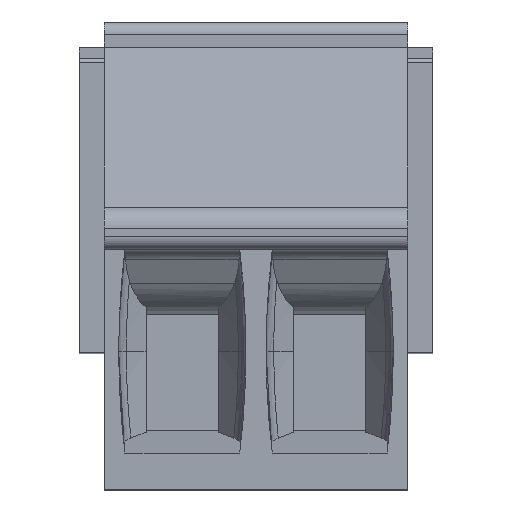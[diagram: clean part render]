
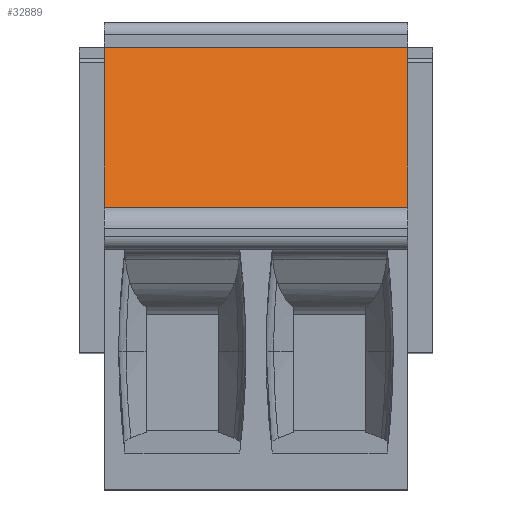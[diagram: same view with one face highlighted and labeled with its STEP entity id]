
A CAD part, top view. The second image highlights one B-rep face of the part: STEP entity #32889.
In plain terms, the highlighted planar face has unit normal (0, 0.259, 0.966).
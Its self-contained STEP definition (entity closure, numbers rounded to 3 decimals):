
#19154 = PLANE('',#19155);
#19155 = AXIS2_PLACEMENT_3D('',#19156,#19157,#19158);
#19156 = CARTESIAN_POINT('',(3.6,-48.611,15.455));
#19157 = DIRECTION('',(-1.,0.,0.));
#19158 = DIRECTION('',(0.,0.,1.));
#19230 = PLANE('',#19231);
#19231 = AXIS2_PLACEMENT_3D('',#19232,#19233,#19234);
#19232 = CARTESIAN_POINT('',(-3.6,-48.611,15.455));
#19233 = DIRECTION('',(-1.,0.,0.));
#19234 = DIRECTION('',(0.,0.,1.));
#26812 = VERTEX_POINT('',#26813);
#26813 = CARTESIAN_POINT('',(3.6,4.25,16.492));
#26827 = PLANE('',#26828);
#26828 = AXIS2_PLACEMENT_3D('',#26829,#26830,#26831);
#26829 = CARTESIAN_POINT('',(-1.75,4.25,16.71));
#26830 = DIRECTION('',(0.,-1.,0.));
#26831 = DIRECTION('',(0.,0.,-1.));
#26839 = EDGE_CURVE('',#26812,#26840,#26842,.T.);
#26840 = VERTEX_POINT('',#26841);
#26841 = CARTESIAN_POINT('',(3.6,0.45,17.51));
#26842 = SURFACE_CURVE('',#26843,(#26847,#26854),.PCURVE_S1.);
#26843 = LINE('',#26844,#26845);
#26844 = CARTESIAN_POINT('',(3.6,-48.611,30.656));
#26845 = VECTOR('',#26846,1.);
#26846 = DIRECTION('',(0.,-0.966,0.259
    ));
#26847 = PCURVE('',#19154,#26848);
#26848 = DEFINITIONAL_REPRESENTATION('',(#26849),#26853);
#26849 = LINE('',#26850,#26851);
#26850 = CARTESIAN_POINT('',(15.201,0.));
#26851 = VECTOR('',#26852,1.);
#26852 = DIRECTION('',(0.259,-0.966));
#26853 = ( GEOMETRIC_REPRESENTATION_CONTEXT(2) 
PARAMETRIC_REPRESENTATION_CONTEXT() REPRESENTATION_CONTEXT('2D SPACE',''
  ) );
#26854 = PCURVE('',#26855,#26860);
#26855 = PLANE('',#26856);
#26856 = AXIS2_PLACEMENT_3D('',#26857,#26858,#26859);
#26857 = CARTESIAN_POINT('',(-1.75,0.45,17.51));
#26858 = DIRECTION('',(0.,0.259,
    0.966));
#26859 = DIRECTION('',(0.,-0.966,0.259
    ));
#26860 = DEFINITIONAL_REPRESENTATION('',(#26861),#26865);
#26861 = LINE('',#26862,#26863);
#26862 = CARTESIAN_POINT('',(50.792,5.35));
#26863 = VECTOR('',#26864,1.);
#26864 = DIRECTION('',(1.,0.));
#26865 = ( GEOMETRIC_REPRESENTATION_CONTEXT(2) 
PARAMETRIC_REPRESENTATION_CONTEXT() REPRESENTATION_CONTEXT('2D SPACE',''
  ) );
#26883 = PLANE('',#26884);
#26884 = AXIS2_PLACEMENT_3D('',#26885,#26886,#26887);
#26885 = CARTESIAN_POINT('',(-1.75,0.45,18.21));
#26886 = DIRECTION('',(0.,1.,0.));
#26887 = DIRECTION('',(0.,0.,1.));
#27448 = VERTEX_POINT('',#27449);
#27449 = CARTESIAN_POINT('',(-3.6,0.45,17.51));
#27470 = EDGE_CURVE('',#27471,#27448,#27473,.T.);
#27471 = VERTEX_POINT('',#27472);
#27472 = CARTESIAN_POINT('',(-3.6,4.25,16.492));
#27473 = SURFACE_CURVE('',#27474,(#27478,#27485),.PCURVE_S1.);
#27474 = LINE('',#27475,#27476);
#27475 = CARTESIAN_POINT('',(-3.6,-48.611,30.656));
#27476 = VECTOR('',#27477,1.);
#27477 = DIRECTION('',(0.,-0.966,0.259
    ));
#27478 = PCURVE('',#19230,#27479);
#27479 = DEFINITIONAL_REPRESENTATION('',(#27480),#27484);
#27480 = LINE('',#27481,#27482);
#27481 = CARTESIAN_POINT('',(15.201,0.));
#27482 = VECTOR('',#27483,1.);
#27483 = DIRECTION('',(0.259,-0.966));
#27484 = ( GEOMETRIC_REPRESENTATION_CONTEXT(2) 
PARAMETRIC_REPRESENTATION_CONTEXT() REPRESENTATION_CONTEXT('2D SPACE',''
  ) );
#27485 = PCURVE('',#26855,#27486);
#27486 = DEFINITIONAL_REPRESENTATION('',(#27487),#27491);
#27487 = LINE('',#27488,#27489);
#27488 = CARTESIAN_POINT('',(50.792,-1.85));
#27489 = VECTOR('',#27490,1.);
#27490 = DIRECTION('',(1.,0.));
#27491 = ( GEOMETRIC_REPRESENTATION_CONTEXT(2) 
PARAMETRIC_REPRESENTATION_CONTEXT() REPRESENTATION_CONTEXT('2D SPACE',''
  ) );
#32866 = EDGE_CURVE('',#26812,#27471,#32867,.T.);
#32867 = SURFACE_CURVE('',#32868,(#32872,#32879),.PCURVE_S1.);
#32868 = LINE('',#32869,#32870);
#32869 = CARTESIAN_POINT('',(-1.75,4.25,16.492));
#32870 = VECTOR('',#32871,1.);
#32871 = DIRECTION('',(-1.,0.,0.));
#32872 = PCURVE('',#26827,#32873);
#32873 = DEFINITIONAL_REPRESENTATION('',(#32874),#32878);
#32874 = LINE('',#32875,#32876);
#32875 = CARTESIAN_POINT('',(0.218,0.));
#32876 = VECTOR('',#32877,1.);
#32877 = DIRECTION('',(0.,-1.));
#32878 = ( GEOMETRIC_REPRESENTATION_CONTEXT(2) 
PARAMETRIC_REPRESENTATION_CONTEXT() REPRESENTATION_CONTEXT('2D SPACE',''
  ) );
#32879 = PCURVE('',#26855,#32880);
#32880 = DEFINITIONAL_REPRESENTATION('',(#32881),#32885);
#32881 = LINE('',#32882,#32883);
#32882 = CARTESIAN_POINT('',(-3.934,0.));
#32883 = VECTOR('',#32884,1.);
#32884 = DIRECTION('',(0.,-1.));
#32885 = ( GEOMETRIC_REPRESENTATION_CONTEXT(2) 
PARAMETRIC_REPRESENTATION_CONTEXT() REPRESENTATION_CONTEXT('2D SPACE',''
  ) );
#32889 = ADVANCED_FACE('',(#32890),#26855,.T.);
#32890 = FACE_BOUND('',#32891,.T.);
#32891 = EDGE_LOOP('',(#32892,#32893,#32894,#32915));
#32892 = ORIENTED_EDGE('',*,*,#32866,.T.);
#32893 = ORIENTED_EDGE('',*,*,#27470,.T.);
#32894 = ORIENTED_EDGE('',*,*,#32895,.T.);
#32895 = EDGE_CURVE('',#27448,#26840,#32896,.T.);
#32896 = SURFACE_CURVE('',#32897,(#32901,#32908),.PCURVE_S1.);
#32897 = LINE('',#32898,#32899);
#32898 = CARTESIAN_POINT('',(-1.75,0.45,17.51));
#32899 = VECTOR('',#32900,1.);
#32900 = DIRECTION('',(1.,0.,0.));
#32901 = PCURVE('',#26855,#32902);
#32902 = DEFINITIONAL_REPRESENTATION('',(#32903),#32907);
#32903 = LINE('',#32904,#32905);
#32904 = CARTESIAN_POINT('',(0.,0.));
#32905 = VECTOR('',#32906,1.);
#32906 = DIRECTION('',(0.,1.));
#32907 = ( GEOMETRIC_REPRESENTATION_CONTEXT(2) 
PARAMETRIC_REPRESENTATION_CONTEXT() REPRESENTATION_CONTEXT('2D SPACE',''
  ) );
#32908 = PCURVE('',#26883,#32909);
#32909 = DEFINITIONAL_REPRESENTATION('',(#32910),#32914);
#32910 = LINE('',#32911,#32912);
#32911 = CARTESIAN_POINT('',(-0.7,0.));
#32912 = VECTOR('',#32913,1.);
#32913 = DIRECTION('',(0.,1.));
#32914 = ( GEOMETRIC_REPRESENTATION_CONTEXT(2) 
PARAMETRIC_REPRESENTATION_CONTEXT() REPRESENTATION_CONTEXT('2D SPACE',''
  ) );
#32915 = ORIENTED_EDGE('',*,*,#26839,.F.);
